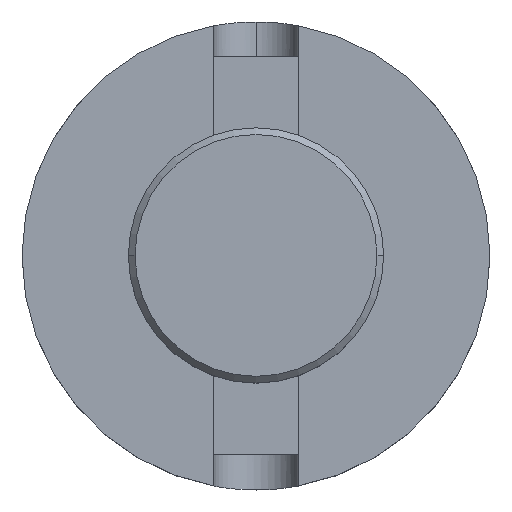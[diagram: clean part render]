
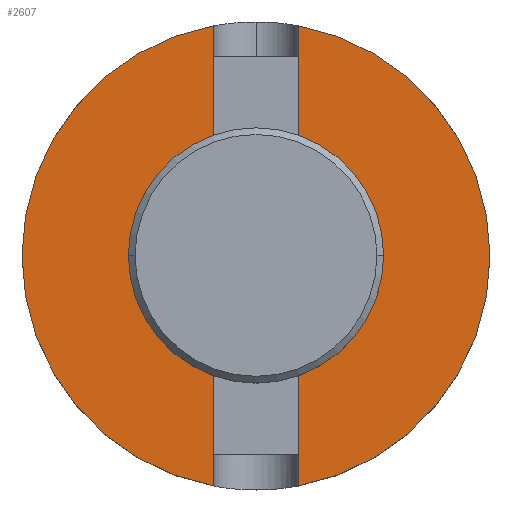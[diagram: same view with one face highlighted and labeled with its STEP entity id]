
A CAD part, top view. The second image highlights one B-rep face of the part: STEP entity #2607.
In plain terms, the highlighted planar face has unit normal (0, 0, 1).
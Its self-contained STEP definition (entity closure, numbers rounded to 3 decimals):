
#35 = DIRECTION ( 'NONE',  ( -1., 0., 0. ) ) ;
#70 = VECTOR ( 'NONE', #2256, 1000. ) ;
#125 = CIRCLE ( 'NONE', #1992, 34.925 ) ;
#202 = CARTESIAN_POINT ( 'NONE',  ( 6.35, 34.343, 203.2 ) ) ;
#242 = VECTOR ( 'NONE', #1596, 1000. ) ;
#282 = DIRECTION ( 'NONE',  ( 0., 0., -1. ) ) ;
#310 = CARTESIAN_POINT ( 'NONE',  ( -6.35, -17., 203.2 ) ) ;
#325 = CARTESIAN_POINT ( 'NONE',  ( 6.35, -17., 203.2 ) ) ;
#356 = LINE ( 'NONE', #2718, #242 ) ;
#432 = DIRECTION ( 'NONE',  ( -1., 0., 0. ) ) ;
#443 = CARTESIAN_POINT ( 'NONE',  ( -6.35, -34.343, 203.2 ) ) ;
#510 = EDGE_CURVE ( 'NONE', #3993, #3496, #4315, .T. ) ;
#545 = DIRECTION ( 'NONE',  ( 0., 1., 0. ) ) ;
#551 = FACE_OUTER_BOUND ( 'NONE', #4262, .T. ) ;
#588 = EDGE_LOOP ( 'NONE', ( #1140, #2788 ) ) ;
#595 = AXIS2_PLACEMENT_3D ( 'NONE', #2950, #1494, #432 ) ;
#692 = ORIENTED_EDGE ( 'NONE', *, *, #1158, .F. ) ;
#695 = EDGE_CURVE ( 'NONE', #2725, #737, #731, .T. ) ;
#731 = LINE ( 'NONE', #310, #1691 ) ;
#737 = VERTEX_POINT ( 'NONE', #325 ) ;
#822 = CIRCLE ( 'NONE', #3382, 34.925 ) ;
#843 = EDGE_CURVE ( 'NONE', #3392, #1461, #356, .T. ) ;
#870 = EDGE_CURVE ( 'NONE', #3273, #1461, #125, .T. ) ;
#943 = PLANE ( 'NONE',  #1530 ) ;
#1015 = CIRCLE ( 'NONE', #595, 34.925 ) ;
#1016 = EDGE_CURVE ( 'NONE', #2725, #3374, #2685, .T. ) ;
#1108 = CARTESIAN_POINT ( 'NONE',  ( -6.35, -17., 203.2 ) ) ;
#1122 = CARTESIAN_POINT ( 'NONE',  ( 6.35, -34.343, 203.2 ) ) ;
#1140 = ORIENTED_EDGE ( 'NONE', *, *, #1328, .T. ) ;
#1158 = EDGE_CURVE ( 'NONE', #3392, #2413, #3816, .T. ) ;
#1169 = CARTESIAN_POINT ( 'NONE',  ( -6.35, 17., 203.2 ) ) ;
#1187 = EDGE_CURVE ( 'NONE', #3374, #3273, #1015, .T. ) ;
#1241 = CARTESIAN_POINT ( 'NONE',  ( 6.35, 34.925, 203.2 ) ) ;
#1302 = DIRECTION ( 'NONE',  ( 1., 0., 0. ) ) ;
#1310 = DIRECTION ( 'NONE',  ( 0., 0., -1. ) ) ;
#1317 = VECTOR ( 'NONE', #545, 1000. ) ;
#1328 = EDGE_CURVE ( 'NONE', #3496, #3993, #4090, .T. ) ;
#1430 = ORIENTED_EDGE ( 'NONE', *, *, #1016, .F. ) ;
#1449 = CARTESIAN_POINT ( 'NONE',  ( 0., 0., 203.2 ) ) ;
#1461 = VERTEX_POINT ( 'NONE', #2429 ) ;
#1494 = DIRECTION ( 'NONE',  ( 0., 0., -1. ) ) ;
#1498 = EDGE_CURVE ( 'NONE', #1867, #2413, #4626, .T. ) ;
#1507 = FACE_BOUND ( 'NONE', #588, .T. ) ;
#1530 = AXIS2_PLACEMENT_3D ( 'NONE', #2032, #3498, #1302 ) ;
#1578 = AXIS2_PLACEMENT_3D ( 'NONE', #3109, #1310, #4206 ) ;
#1596 = DIRECTION ( 'NONE',  ( 0., 1., 0. ) ) ;
#1691 = VECTOR ( 'NONE', #4716, 1000. ) ;
#1730 = ORIENTED_EDGE ( 'NONE', *, *, #1498, .T. ) ;
#1817 = CARTESIAN_POINT ( 'NONE',  ( -34.925, 0., 203.2 ) ) ;
#1824 = VECTOR ( 'NONE', #3344, 1000. ) ;
#1830 = DIRECTION ( 'NONE',  ( -1., 0., 0. ) ) ;
#1867 = VERTEX_POINT ( 'NONE', #202 ) ;
#1898 = VERTEX_POINT ( 'NONE', #2409 ) ;
#1987 = CARTESIAN_POINT ( 'NONE',  ( -15.875, 0., 203.2 ) ) ;
#1992 = AXIS2_PLACEMENT_3D ( 'NONE', #2700, #3658, #35 ) ;
#2032 = CARTESIAN_POINT ( 'NONE',  ( 0., 34.925, 203.2 ) ) ;
#2065 = CARTESIAN_POINT ( 'NONE',  ( 0., 0., 203.2 ) ) ;
#2074 = ORIENTED_EDGE ( 'NONE', *, *, #843, .T. ) ;
#2097 = EDGE_CURVE ( 'NONE', #2739, #737, #2285, .T. ) ;
#2256 = DIRECTION ( 'NONE',  ( 1., 0., 0. ) ) ;
#2285 = LINE ( 'NONE', #3080, #1317 ) ;
#2405 = CIRCLE ( 'NONE', #2602, 34.925 ) ;
#2409 = CARTESIAN_POINT ( 'NONE',  ( 34.925, 0., 203.2 ) ) ;
#2413 = VERTEX_POINT ( 'NONE', #3765 ) ;
#2429 = CARTESIAN_POINT ( 'NONE',  ( -6.35, 34.343, 203.2 ) ) ;
#2438 = DIRECTION ( 'NONE',  ( -1., 0., 0. ) ) ;
#2549 = ORIENTED_EDGE ( 'NONE', *, *, #695, .T. ) ;
#2552 = ORIENTED_EDGE ( 'NONE', *, *, #4009, .F. ) ;
#2602 = AXIS2_PLACEMENT_3D ( 'NONE', #2065, #4624, #2438 ) ;
#2607 = ADVANCED_FACE ( 'NONE', ( #551, #1507 ), #943, .T. ) ;
#2685 = LINE ( 'NONE', #3842, #3414 ) ;
#2700 = CARTESIAN_POINT ( 'NONE',  ( 0., 0., 203.2 ) ) ;
#2718 = CARTESIAN_POINT ( 'NONE',  ( -6.35, 34.925, 203.2 ) ) ;
#2725 = VERTEX_POINT ( 'NONE', #1108 ) ;
#2739 = VERTEX_POINT ( 'NONE', #1122 ) ;
#2770 = DIRECTION ( 'NONE',  ( 0., -1., 0. ) ) ;
#2788 = ORIENTED_EDGE ( 'NONE', *, *, #510, .T. ) ;
#2950 = CARTESIAN_POINT ( 'NONE',  ( 0., 0., 203.2 ) ) ;
#3056 = ORIENTED_EDGE ( 'NONE', *, *, #870, .F. ) ;
#3080 = CARTESIAN_POINT ( 'NONE',  ( 6.35, 34.925, 203.2 ) ) ;
#3109 = CARTESIAN_POINT ( 'NONE',  ( 0., 0., 203.2 ) ) ;
#3273 = VERTEX_POINT ( 'NONE', #1817 ) ;
#3344 = DIRECTION ( 'NONE',  ( 0., -1., 0. ) ) ;
#3365 = ORIENTED_EDGE ( 'NONE', *, *, #2097, .F. ) ;
#3374 = VERTEX_POINT ( 'NONE', #443 ) ;
#3382 = AXIS2_PLACEMENT_3D ( 'NONE', #1449, #4002, #1830 ) ;
#3385 = CARTESIAN_POINT ( 'NONE',  ( -6.35, 17., 203.2 ) ) ;
#3392 = VERTEX_POINT ( 'NONE', #1169 ) ;
#3414 = VECTOR ( 'NONE', #2770, 1000. ) ;
#3496 = VERTEX_POINT ( 'NONE', #1987 ) ;
#3498 = DIRECTION ( 'NONE',  ( 0., 0., 1. ) ) ;
#3516 = CARTESIAN_POINT ( 'NONE',  ( 15.875, 0., 203.2 ) ) ;
#3658 = DIRECTION ( 'NONE',  ( 0., 0., -1. ) ) ;
#3725 = ORIENTED_EDGE ( 'NONE', *, *, #1187, .F. ) ;
#3763 = AXIS2_PLACEMENT_3D ( 'NONE', #4659, #282, #4276 ) ;
#3765 = CARTESIAN_POINT ( 'NONE',  ( 6.35, 17., 203.2 ) ) ;
#3816 = LINE ( 'NONE', #3385, #70 ) ;
#3842 = CARTESIAN_POINT ( 'NONE',  ( -6.35, 34.925, 203.2 ) ) ;
#3993 = VERTEX_POINT ( 'NONE', #3516 ) ;
#4002 = DIRECTION ( 'NONE',  ( 0., 0., -1. ) ) ;
#4009 = EDGE_CURVE ( 'NONE', #1898, #2739, #2405, .T. ) ;
#4084 = ORIENTED_EDGE ( 'NONE', *, *, #4725, .F. ) ;
#4090 = CIRCLE ( 'NONE', #3763, 15.875 ) ;
#4206 = DIRECTION ( 'NONE',  ( -1., 0., 0. ) ) ;
#4262 = EDGE_LOOP ( 'NONE', ( #1430, #2549, #3365, #2552, #4084, #1730, #692, #2074, #3056, #3725 ) ) ;
#4276 = DIRECTION ( 'NONE',  ( -1., 0., 0. ) ) ;
#4315 = CIRCLE ( 'NONE', #1578, 15.875 ) ;
#4624 = DIRECTION ( 'NONE',  ( 0., 0., -1. ) ) ;
#4626 = LINE ( 'NONE', #1241, #1824 ) ;
#4659 = CARTESIAN_POINT ( 'NONE',  ( 0., 0., 203.2 ) ) ;
#4716 = DIRECTION ( 'NONE',  ( 1., 0., 0. ) ) ;
#4725 = EDGE_CURVE ( 'NONE', #1867, #1898, #822, .T. ) ;
